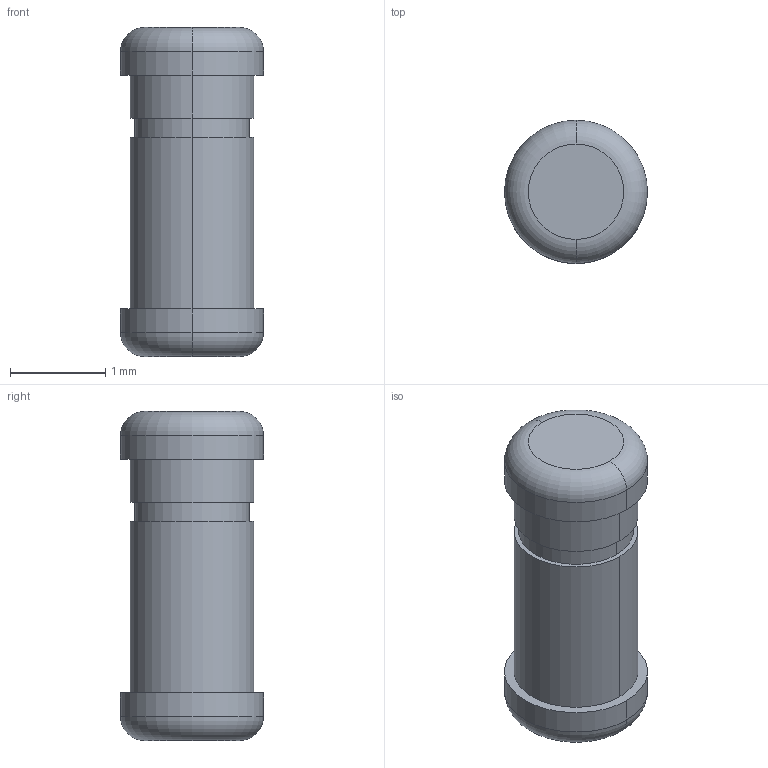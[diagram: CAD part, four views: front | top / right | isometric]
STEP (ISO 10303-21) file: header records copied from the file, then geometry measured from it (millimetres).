
FILE_DESCRIPTION (( 'STEP AP214' ), '1' );
FILE_NAME ('LL4148 (SOD-80).STEP', '2024-03-08T11:35:41', ( '' ), ( '' ), 'SwSTEP 2.0', 'SolidWorks 2024', '' );
FILE_SCHEMA (( 'AUTOMOTIVE_DESIGN' ));
Length unit declared in the file: millimetre
Products named in the file (1): LL4148 (SOD-80)
Bounding box: 1.5 x 1.5 x 3.45 mm (x, y, z)
Volume: 4.9 mm3; surface area: 18.4 mm2
Topology: 1 solids, 1 shells, 20 faces, 38 edges, 24 vertices
Faces by surface type: cylinder 10, plane 6, torus 4
Entity records: 761 total; most frequent: DIRECTION 108, CARTESIAN_POINT 83, ORIENTED_EDGE 76, AXIS2_PLACEMENT_3D 49, EDGE_CURVE 38, CIRCLE 28, VERTEX_POINT 24, EDGE_LOOP 24
